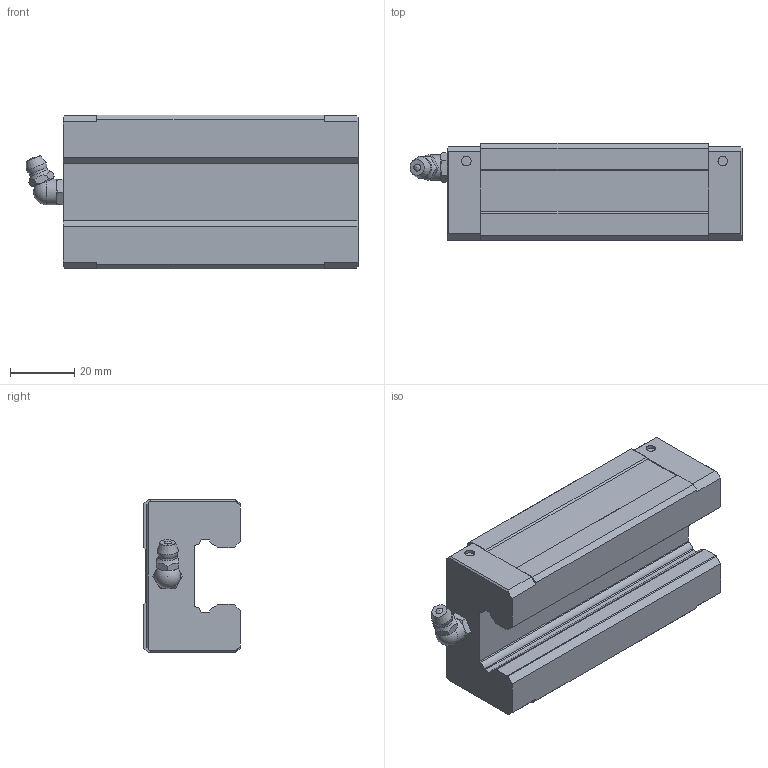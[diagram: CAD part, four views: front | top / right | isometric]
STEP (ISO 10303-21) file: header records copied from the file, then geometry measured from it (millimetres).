
FILE_DESCRIPTION(/* description */ ('STEP AP214'),/* implementation_level */ '2;1');
FILE_NAME(/* name */ 'SHS25V1SS(GK) BLOCK(B-M6F1)',/* time_stamp */ '2023-02-06T12:25:24+01:00',/* author */ ('License CC BY-ND 4.0'),/* organization */ ('CADENAS'),/* preprocessor_version */ 'ST-DEVELOPER v18.102',/* originating_system */ 'PARTsolutions',/* authorisation */ ' ');
FILE_SCHEMA (('AUTOMOTIVE_DESIGN {1 0 10303 214 3 1 1}'));
Length unit declared in the file: millimetre
Products named in the file (3): SHS25V1SS(GK) BLOCK(B-M6F1); B-M6F-SHS_grease_nipple_joint; SHS25VSSB-M6F1 Slide25-55
Assembly tree (2 placements, depth 2):
  SHS25V1SS(GK) BLOCK(B-M6F1)
    B-M6F-SHS_grease_nipple_joint
    SHS25VSSB-M6F1 Slide25-55
Bounding box: 103.6 x 30.2 x 48 mm (x, y, z)
Volume: 104487.9 mm3; surface area: 20542.9 mm2
Topology: 2 solids, 2 shells, 142 faces, 372 edges, 239 vertices
Faces by surface type: plane 88, cylinder 28, cone 21, sphere 3, torus 2
Full cylindrical faces by diameter (mm): 3 x4, 4.917 x6, 6 x1, 8 x1
Entity records: 4169 total; most frequent: CARTESIAN_POINT 798, DIRECTION 672, ORIENTED_EDGE 648, EDGE_CURVE 324, VERTEX_POINT 229, AXIS2_PLACEMENT_3D 227, LINE 218, VECTOR 218
